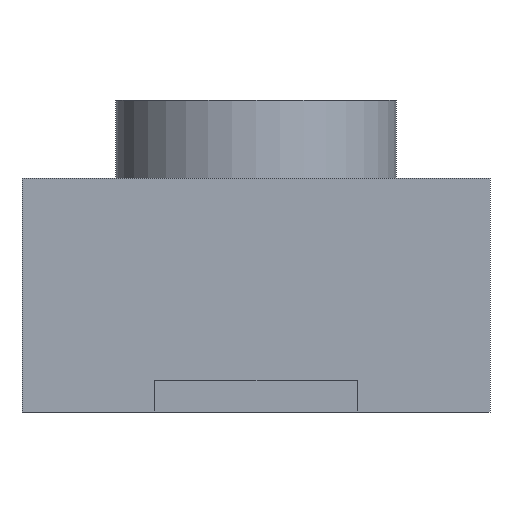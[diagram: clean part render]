
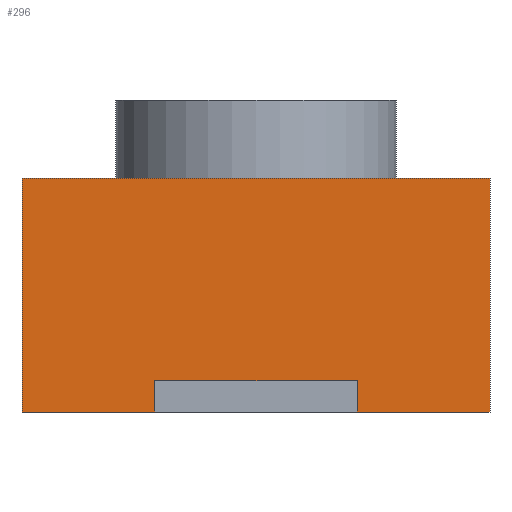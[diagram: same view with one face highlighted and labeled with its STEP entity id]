
A CAD part, left-side view. The second image highlights one B-rep face of the part: STEP entity #296.
In plain terms, the highlighted planar face has unit normal (-1, 0, 0).
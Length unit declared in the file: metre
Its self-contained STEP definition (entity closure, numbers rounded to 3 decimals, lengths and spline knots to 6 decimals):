
#27=ORIENTED_EDGE('',*,*,#102,.T.);
#28=ORIENTED_EDGE('',*,*,#103,.T.);
#29=ORIENTED_EDGE('',*,*,#104,.T.);
#30=ORIENTED_EDGE('',*,*,#105,.F.);
#31=ORIENTED_EDGE('',*,*,#106,.F.);
#32=ORIENTED_EDGE('',*,*,#100,.T.);
#33=ORIENTED_EDGE('',*,*,#107,.T.);
#34=ORIENTED_EDGE('',*,*,#108,.F.);
#100=EDGE_CURVE('',#138,#137,#164,.T.);
#102=EDGE_CURVE('',#139,#140,#166,.T.);
#103=EDGE_CURVE('',#140,#141,#167,.T.);
#104=EDGE_CURVE('',#141,#142,#168,.T.);
#105=EDGE_CURVE('',#143,#142,#169,.T.);
#106=EDGE_CURVE('',#138,#143,#170,.T.);
#107=EDGE_CURVE('',#137,#144,#171,.T.);
#108=EDGE_CURVE('',#139,#144,#172,.T.);
#137=VERTEX_POINT('',#534);
#138=VERTEX_POINT('',#536);
#139=VERTEX_POINT('',#540);
#140=VERTEX_POINT('',#541);
#141=VERTEX_POINT('',#543);
#142=VERTEX_POINT('',#545);
#143=VERTEX_POINT('',#547);
#144=VERTEX_POINT('',#550);
#164=LINE('',#535,#200);
#166=LINE('',#539,#202);
#167=LINE('',#542,#203);
#168=LINE('',#544,#204);
#169=LINE('',#546,#205);
#170=LINE('',#548,#206);
#171=LINE('',#549,#207);
#172=LINE('',#551,#208);
#200=VECTOR('',#455,1.);
#202=VECTOR('',#459,1.);
#203=VECTOR('',#460,1.);
#204=VECTOR('',#461,1.);
#205=VECTOR('',#462,1.);
#206=VECTOR('',#463,1.);
#207=VECTOR('',#464,1.);
#208=VECTOR('',#465,1.);
#229=EDGE_LOOP('',(#27,#28,#29,#30,#31,#32,#33,#34));
#247=FACE_BOUND('',#229,.T.);
#265=PLANE('',#424);
#296=ADVANCED_FACE('',(#247),#265,.F.);
#424=AXIS2_PLACEMENT_3D('',#538,#457,#458);
#455=DIRECTION('',(0.,0.,-1.));
#457=DIRECTION('',(1.,0.,0.));
#458=DIRECTION('',(0.,1.,0.));
#459=DIRECTION('',(0.,-1.,0.));
#460=DIRECTION('',(0.,0.,-1.));
#461=DIRECTION('',(0.,-1.,0.));
#462=DIRECTION('',(0.,0.,-1.));
#463=DIRECTION('',(0.,-1.,0.));
#464=DIRECTION('',(0.,-1.,0.));
#465=DIRECTION('',(0.,0.,-1.));
#534=CARTESIAN_POINT('',(-0.00195,0.0015,0.));
#535=CARTESIAN_POINT('',(-0.00195,0.0015,0.0015));
#536=CARTESIAN_POINT('',(-0.00195,0.0015,0.0015));
#538=CARTESIAN_POINT('',(-0.00195,0.,0.0015));
#539=CARTESIAN_POINT('',(-0.00195,0.,0.0002));
#540=CARTESIAN_POINT('',(-0.00195,0.00065,0.0002));
#541=CARTESIAN_POINT('',(-0.00195,-0.00065,0.0002));
#542=CARTESIAN_POINT('',(-0.00195,-0.00065,0.0015));
#543=CARTESIAN_POINT('',(-0.00195,-0.00065,0.));
#544=CARTESIAN_POINT('',(-0.00195,0.,0.));
#545=CARTESIAN_POINT('',(-0.00195,-0.0015,0.));
#546=CARTESIAN_POINT('',(-0.00195,-0.0015,0.0015));
#547=CARTESIAN_POINT('',(-0.00195,-0.0015,0.0015));
#548=CARTESIAN_POINT('',(-0.00195,0.,0.0015));
#549=CARTESIAN_POINT('',(-0.00195,0.,0.));
#550=CARTESIAN_POINT('',(-0.00195,0.00065,0.));
#551=CARTESIAN_POINT('',(-0.00195,0.00065,0.0015));
